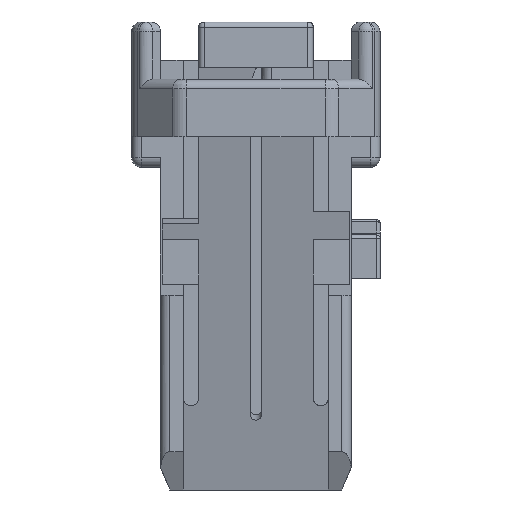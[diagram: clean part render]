
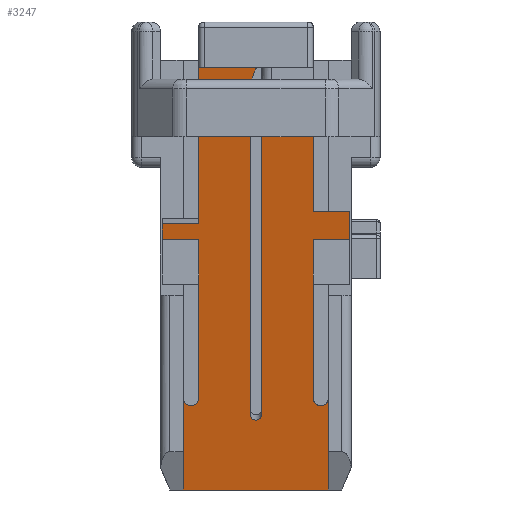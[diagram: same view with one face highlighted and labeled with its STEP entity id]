
A CAD part, front view. The second image highlights one B-rep face of the part: STEP entity #3247.
In plain terms, the highlighted planar face has unit normal (0, -0.979, -0.205).
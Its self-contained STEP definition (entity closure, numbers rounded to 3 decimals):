
#2754=ELLIPSE('',#22569,2.439,0.5);
#2755=ELLIPSE('',#22570,0.3,0.3);
#2756=ELLIPSE('',#22571,1.951,0.4);
#2757=ELLIPSE('',#22572,0.409,0.4);
#2758=ELLIPSE('',#22573,0.409,0.4);
#3247=ADVANCED_FACE('',(#4967),#4376,.F.);
#4376=PLANE('',#22574);
#4967=FACE_OUTER_BOUND('',#6124,.T.);
#6124=EDGE_LOOP('',(#8481,#8482,#8483,#8484,#8485,#8486,#8487,#8488,#8489,
#8490,#8491,#8492,#8493,#8494,#8495,#8496,#8497,#8498,#8499,#8500,#8501,
#8502,#8503,#8504));
#8481=ORIENTED_EDGE('',*,*,#16205,.F.);
#8482=ORIENTED_EDGE('',*,*,#16206,.T.);
#8483=ORIENTED_EDGE('',*,*,#16207,.F.);
#8484=ORIENTED_EDGE('',*,*,#16208,.T.);
#8485=ORIENTED_EDGE('',*,*,#16209,.F.);
#8486=ORIENTED_EDGE('',*,*,#16210,.F.);
#8487=ORIENTED_EDGE('',*,*,#16211,.T.);
#8488=ORIENTED_EDGE('',*,*,#16212,.F.);
#8489=ORIENTED_EDGE('',*,*,#16213,.F.);
#8490=ORIENTED_EDGE('',*,*,#16214,.F.);
#8491=ORIENTED_EDGE('',*,*,#16215,.T.);
#8492=ORIENTED_EDGE('',*,*,#16216,.F.);
#8493=ORIENTED_EDGE('',*,*,#16217,.F.);
#8494=ORIENTED_EDGE('',*,*,#16218,.T.);
#8495=ORIENTED_EDGE('',*,*,#16219,.F.);
#8496=ORIENTED_EDGE('',*,*,#16126,.F.);
#8497=ORIENTED_EDGE('',*,*,#16220,.F.);
#8498=ORIENTED_EDGE('',*,*,#16221,.T.);
#8499=ORIENTED_EDGE('',*,*,#16222,.F.);
#8500=ORIENTED_EDGE('',*,*,#16223,.F.);
#8501=ORIENTED_EDGE('',*,*,#16224,.F.);
#8502=ORIENTED_EDGE('',*,*,#16225,.F.);
#8503=ORIENTED_EDGE('',*,*,#16226,.F.);
#8504=ORIENTED_EDGE('',*,*,#16227,.F.);
#14237=VERTEX_POINT('',#30972);
#14238=VERTEX_POINT('',#30974);
#14316=VERTEX_POINT('',#31134);
#14317=VERTEX_POINT('',#31135);
#14318=VERTEX_POINT('',#31137);
#14319=VERTEX_POINT('',#31139);
#14320=VERTEX_POINT('',#31141);
#14321=VERTEX_POINT('',#31143);
#14322=VERTEX_POINT('',#31145);
#14323=VERTEX_POINT('',#31147);
#14324=VERTEX_POINT('',#31149);
#14325=VERTEX_POINT('',#31151);
#14326=VERTEX_POINT('',#31153);
#14327=VERTEX_POINT('',#31155);
#14328=VERTEX_POINT('',#31157);
#14329=VERTEX_POINT('',#31159);
#14330=VERTEX_POINT('',#31161);
#14331=VERTEX_POINT('',#31164);
#14332=VERTEX_POINT('',#31166);
#14333=VERTEX_POINT('',#31168);
#14334=VERTEX_POINT('',#31170);
#14335=VERTEX_POINT('',#31172);
#14336=VERTEX_POINT('',#31174);
#14337=VERTEX_POINT('',#31176);
#16126=EDGE_CURVE('',#14237,#14238,#18868,.T.);
#16205=EDGE_CURVE('',#14316,#14317,#18934,.T.);
#16206=EDGE_CURVE('',#14316,#14318,#2754,.T.);
#16207=EDGE_CURVE('',#14319,#14318,#18935,.T.);
#16208=EDGE_CURVE('',#14319,#14320,#2755,.T.);
#16209=EDGE_CURVE('',#14321,#14320,#18936,.T.);
#16210=EDGE_CURVE('',#14322,#14321,#2756,.T.);
#16211=EDGE_CURVE('',#14322,#14323,#18937,.T.);
#16212=EDGE_CURVE('',#14324,#14323,#18938,.T.);
#16213=EDGE_CURVE('',#14325,#14324,#18939,.T.);
#16214=EDGE_CURVE('',#14326,#14325,#18940,.T.);
#16215=EDGE_CURVE('',#14326,#14327,#18941,.T.);
#16216=EDGE_CURVE('',#14328,#14327,#18942,.T.);
#16217=EDGE_CURVE('',#14329,#14328,#18943,.T.);
#16218=EDGE_CURVE('',#14329,#14330,#2757,.T.);
#16219=EDGE_CURVE('',#14238,#14330,#18944,.T.);
#16220=EDGE_CURVE('',#14331,#14237,#18945,.T.);
#16221=EDGE_CURVE('',#14331,#14332,#2758,.T.);
#16222=EDGE_CURVE('',#14333,#14332,#18946,.T.);
#16223=EDGE_CURVE('',#14334,#14333,#18947,.T.);
#16224=EDGE_CURVE('',#14335,#14334,#18948,.T.);
#16225=EDGE_CURVE('',#14336,#14335,#18949,.T.);
#16226=EDGE_CURVE('',#14337,#14336,#18950,.T.);
#16227=EDGE_CURVE('',#14317,#14337,#18951,.T.);
#18868=LINE('',#30973,#20735);
#18934=LINE('',#31133,#20801);
#18935=LINE('',#31138,#20802);
#18936=LINE('',#31142,#20803);
#18937=LINE('',#31146,#20804);
#18938=LINE('',#31148,#20805);
#18939=LINE('',#31150,#20806);
#18940=LINE('',#31152,#20807);
#18941=LINE('',#31154,#20808);
#18942=LINE('',#31156,#20809);
#18943=LINE('',#31158,#20810);
#18944=LINE('',#31162,#20811);
#18945=LINE('',#31163,#20812);
#18946=LINE('',#31167,#20813);
#18947=LINE('',#31169,#20814);
#18948=LINE('',#31171,#20815);
#18949=LINE('',#31173,#20816);
#18950=LINE('',#31175,#20817);
#18951=LINE('',#31177,#20818);
#20735=VECTOR('',#24715,1.);
#20801=VECTOR('',#24813,1.);
#20802=VECTOR('',#24816,1.);
#20803=VECTOR('',#24819,1.);
#20804=VECTOR('',#24822,1.);
#20805=VECTOR('',#24823,1.);
#20806=VECTOR('',#24824,1.);
#20807=VECTOR('',#24825,1.);
#20808=VECTOR('',#24826,1.);
#20809=VECTOR('',#24827,1.);
#20810=VECTOR('',#24828,1.);
#20811=VECTOR('',#24831,1.);
#20812=VECTOR('',#24832,1.);
#20813=VECTOR('',#24835,1.);
#20814=VECTOR('',#24836,1.);
#20815=VECTOR('',#24837,1.);
#20816=VECTOR('',#24838,1.);
#20817=VECTOR('',#24839,1.);
#20818=VECTOR('',#24840,1.);
#22569=AXIS2_PLACEMENT_3D('',#31136,#24814,#24815);
#22570=AXIS2_PLACEMENT_3D('',#31140,#24817,#24818);
#22571=AXIS2_PLACEMENT_3D('',#31144,#24820,#24821);
#22572=AXIS2_PLACEMENT_3D('',#31160,#24829,#24830);
#22573=AXIS2_PLACEMENT_3D('',#31165,#24833,#24834);
#22574=AXIS2_PLACEMENT_3D('',#31178,#24841,#24842);
#24715=DIRECTION('',(-1.,0.,0.));
#24813=DIRECTION('',(1.,0.,0.));
#24814=DIRECTION('',(0.,-0.979,-0.205));
#24815=DIRECTION('',(0.,0.205,-0.979));
#24816=DIRECTION('',(0.,-0.205,0.979));
#24817=DIRECTION('',(0.,0.979,0.205));
#24818=DIRECTION('',(0.,0.205,-0.979));
#24819=DIRECTION('',(0.,0.205,-0.979));
#24820=DIRECTION('',(0.,-0.979,-0.205));
#24821=DIRECTION('',(0.,-0.205,0.979));
#24822=DIRECTION('',(-1.,0.,0.));
#24823=DIRECTION('',(0.,-0.205,0.979));
#24824=DIRECTION('',(1.,0.,0.));
#24825=DIRECTION('',(0.,-0.205,0.979));
#24826=DIRECTION('',(1.,0.,0.));
#24827=DIRECTION('',(0.,-0.205,0.979));
#24828=DIRECTION('',(0.,-0.205,0.979));
#24829=DIRECTION('',(0.,0.979,0.205));
#24830=DIRECTION('',(0.,-0.205,0.979));
#24831=DIRECTION('',(0.,-0.205,0.979));
#24832=DIRECTION('',(0.,0.205,-0.979));
#24833=DIRECTION('',(0.,0.979,0.205));
#24834=DIRECTION('',(0.,-0.205,0.979));
#24835=DIRECTION('',(0.,0.205,-0.979));
#24836=DIRECTION('',(0.,0.205,-0.979));
#24837=DIRECTION('',(-1.,0.,0.));
#24838=DIRECTION('',(0.,0.205,-0.979));
#24839=DIRECTION('',(1.,0.,0.));
#24840=DIRECTION('',(0.,0.205,-0.979));
#24841=DIRECTION('',(0.,0.979,0.205));
#24842=DIRECTION('',(0.,-0.205,0.979));
#30972=CARTESIAN_POINT('',(4.,-8.95,-22.5));
#30973=CARTESIAN_POINT('',(30.2,-8.95,-22.5));
#30974=CARTESIAN_POINT('',(-3.6,-8.95,-22.5));
#31133=CARTESIAN_POINT('',(30.2,-13.18,-2.309));
#31134=CARTESIAN_POINT('',(1.,-13.18,-2.309));
#31135=CARTESIAN_POINT('',(3.2,-13.18,-2.309));
#31136=CARTESIAN_POINT('',(1.,-12.68,-4.696));
#31137=CARTESIAN_POINT('',(0.5,-12.68,-4.696));
#31138=CARTESIAN_POINT('',(0.5,-13.559,-0.5));
#31139=CARTESIAN_POINT('',(0.5,-9.776,-18.556));
#31140=CARTESIAN_POINT('',(0.2,-9.776,-18.556));
#31141=CARTESIAN_POINT('',(-0.1,-9.776,-18.556));
#31142=CARTESIAN_POINT('',(-0.1,-13.559,-0.5));
#31143=CARTESIAN_POINT('',(-0.1,-13.18,-2.309));
#31144=CARTESIAN_POINT('',(0.3,-13.18,-2.309));
#31145=CARTESIAN_POINT('',(0.3,-13.58,-0.4));
#31146=CARTESIAN_POINT('',(30.2,-13.58,-0.4));
#31147=CARTESIAN_POINT('',(-2.8,-13.58,-0.4));
#31148=CARTESIAN_POINT('',(-2.8,-13.559,-0.5));
#31149=CARTESIAN_POINT('',(-2.8,-11.869,-8.568));
#31150=CARTESIAN_POINT('',(-22.6,-11.869,-8.568));
#31151=CARTESIAN_POINT('',(-4.7,-11.869,-8.568));
#31152=CARTESIAN_POINT('',(-4.7,-11.238,-11.576));
#31153=CARTESIAN_POINT('',(-4.7,-11.7,-9.373));
#31154=CARTESIAN_POINT('',(-4.8,-11.7,-9.373));
#31155=CARTESIAN_POINT('',(-2.8,-11.7,-9.373));
#31156=CARTESIAN_POINT('',(-2.8,-13.559,-0.5));
#31157=CARTESIAN_POINT('',(-2.8,-11.207,-11.726));
#31158=CARTESIAN_POINT('',(-2.8,-13.559,-0.5));
#31159=CARTESIAN_POINT('',(-2.8,-9.956,-17.7));
#31160=CARTESIAN_POINT('',(-3.2,-9.956,-17.7));
#31161=CARTESIAN_POINT('',(-3.6,-9.956,-17.7));
#31162=CARTESIAN_POINT('',(-3.6,-13.559,-0.5));
#31163=CARTESIAN_POINT('',(4.,-13.559,-0.5));
#31164=CARTESIAN_POINT('',(4.,-9.956,-17.7));
#31165=CARTESIAN_POINT('',(3.6,-9.956,-17.7));
#31166=CARTESIAN_POINT('',(3.2,-9.956,-17.7));
#31167=CARTESIAN_POINT('',(3.2,-13.559,-0.5));
#31168=CARTESIAN_POINT('',(3.2,-11.207,-11.726));
#31169=CARTESIAN_POINT('',(3.2,-13.559,-0.5));
#31170=CARTESIAN_POINT('',(3.2,-11.7,-9.373));
#31171=CARTESIAN_POINT('',(5.2,-11.7,-9.373));
#31172=CARTESIAN_POINT('',(5.1,-11.7,-9.373));
#31173=CARTESIAN_POINT('',(5.1,-13.559,-0.5));
#31174=CARTESIAN_POINT('',(5.1,-12.009,-7.9));
#31175=CARTESIAN_POINT('',(5.2,-12.009,-7.9));
#31176=CARTESIAN_POINT('',(3.2,-12.009,-7.9));
#31177=CARTESIAN_POINT('',(3.2,-13.559,-0.5));
#31178=CARTESIAN_POINT('',(30.2,-13.559,-0.5));
